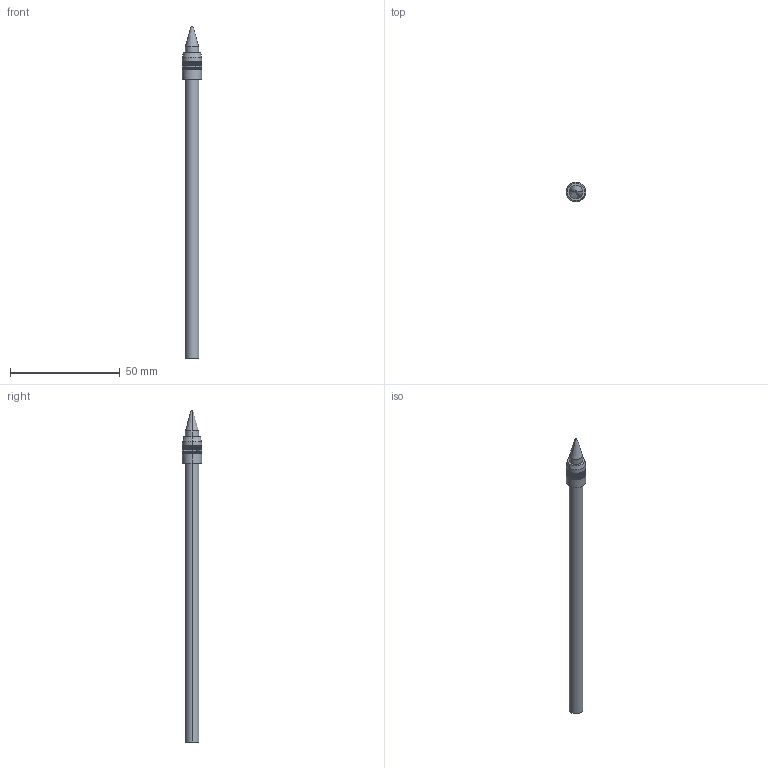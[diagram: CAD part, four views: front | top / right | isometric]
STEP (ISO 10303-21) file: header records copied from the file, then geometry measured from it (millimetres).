
FILE_DESCRIPTION (( 'STEP AP214' ), '1' );
FILE_NAME ('ugello 1202.STEP', '2013-02-10T19:36:18', ( 'PC' ), ( '' ), 'SwSTEP 2.0', 'SolidWorks 2012', '' );
FILE_SCHEMA (( 'AUTOMOTIVE_DESIGN' ));
Length unit declared in the file: millimetre
Products named in the file (1): ugello 1202
Bounding box: 8.8 x 8.8 x 151.2 mm (x, y, z)
Volume: 2789 mm3; surface area: 5134.6 mm2
Topology: 1 solids, 1 shells, 252 faces, 599 edges, 398 vertices
Faces by surface type: plane 240, cylinder 8, cone 4
Entity records: 7437 total; most frequent: CARTESIAN_POINT 1250, DIRECTION 1221, ORIENTED_EDGE 1198, EDGE_CURVE 599, LINE 483, VECTOR 483, VERTEX_POINT 398, AXIS2_PLACEMENT_3D 369
